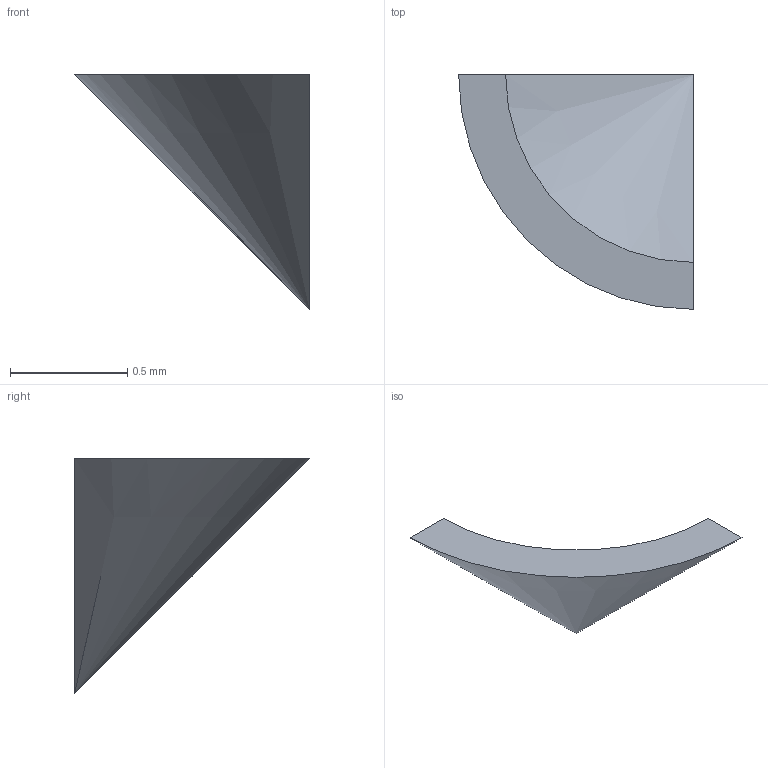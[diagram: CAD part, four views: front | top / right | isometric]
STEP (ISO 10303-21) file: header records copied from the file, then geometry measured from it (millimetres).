
FILE_DESCRIPTION(('Open CASCADE Model'),'2;1');
FILE_NAME('Open CASCADE Shape Model','2017-09-18T16:37:27',('Author'),( 'Open CASCADE'),'Open CASCADE STEP processor 6.6','Open CASCADE 6.6' ,'Unknown');
FILE_SCHEMA(('AUTOMOTIVE_DESIGN_CC2 { 1 2 10303 214 -1 1 5 4 }'));
Length unit declared in the file: millimetre
Products named in the file (1): Open CASCADE STEP translator 6.6 1
Bounding box: 1 x 1 x 1 mm (x, y, z)
Volume: 0.1 mm3; surface area: 2.5 mm2
Topology: 1 solids, 1 shells, 5 faces, 11 edges, 6 vertices
Faces by surface type: plane 3, cone 2
Entity records: 248 total; most frequent: CARTESIAN_POINT 43, DIRECTION 37, LINE 19, VECTOR 19, ORIENTED_EDGE 18, PCURVE 18, DEFINITIONAL_REPRESENTATION 18, EDGE_CURVE 9
